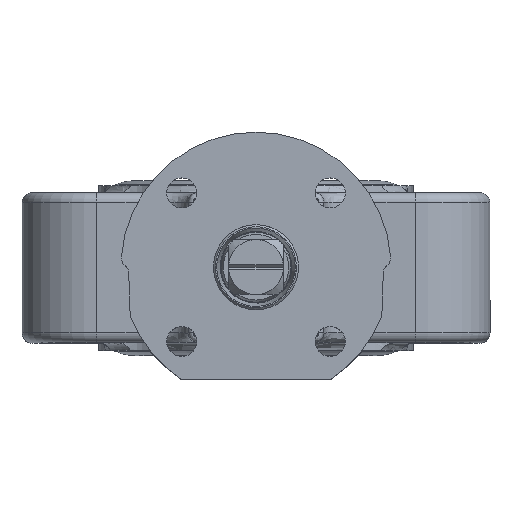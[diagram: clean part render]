
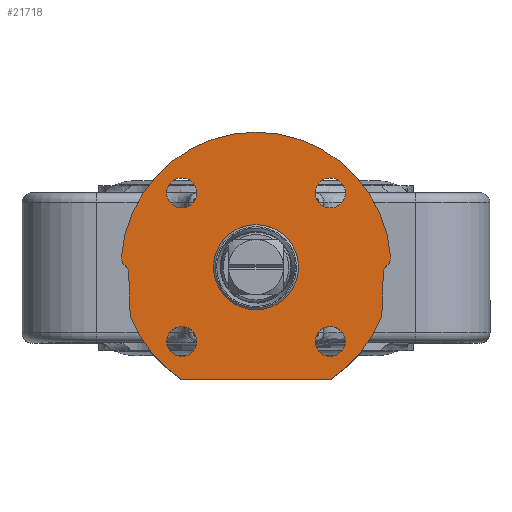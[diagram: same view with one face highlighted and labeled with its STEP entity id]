
A CAD part, top view. The second image highlights one B-rep face of the part: STEP entity #21718.
In plain terms, the highlighted planar face has unit normal (0, 0, 1).
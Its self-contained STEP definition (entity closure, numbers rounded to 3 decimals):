
#6848=CARTESIAN_POINT('',(21.253,29.82,126.466));
#6849=VERTEX_POINT('',#6848);
#6850=CARTESIAN_POINT('',(11.02,17.122,126.466));
#6851=VERTEX_POINT('',#6850);
#6852=CARTESIAN_POINT('',(-3.905,39.622,126.466));
#6853=DIRECTION('',(0.0,0.0,-1.0));
#6854=DIRECTION('',(0.553,-0.833,0.0));
#6855=AXIS2_PLACEMENT_3D('',#6852,#6853,#6854);
#6856=CIRCLE('',#6855,27.);
#6857=EDGE_CURVE('',#6849,#6851,#6856,.T.);
#6890=CARTESIAN_POINT('',(21.557,38.513,126.466));
#6891=VERTEX_POINT('',#6890);
#6892=CARTESIAN_POINT('',(21.557,38.513,126.466));
#6893=DIRECTION('',(-0.035,-0.999,0.0));
#6894=VECTOR('',#6893,8.698);
#6895=LINE('',#6892,#6894);
#6896=EDGE_CURVE('',#6891,#6849,#6895,.T.);
#6934=CARTESIAN_POINT('',(22.289,39.991,126.466));
#6935=VERTEX_POINT('',#6934);
#6936=CARTESIAN_POINT('',(22.289,39.991,126.466));
#6937=CARTESIAN_POINT('',(21.85,39.632,126.466));
#6938=CARTESIAN_POINT('',(21.576,39.079,126.466));
#6939=CARTESIAN_POINT('',(21.557,38.513,126.466));
#6940=B_SPLINE_CURVE_WITH_KNOTS('',3,(#6936,#6937,#6938,#6939),.UNSPECIFIED.,.F.,.U.,(4,4),(-0.17,0.0),.UNSPECIFIED.);
#6941=EDGE_CURVE('',#6935,#6891,#6940,.T.);
#19147=CARTESIAN_POINT('',(-18.83,17.122,126.466));
#19148=VERTEX_POINT('',#19147);
#19149=CARTESIAN_POINT('',(11.02,17.122,126.466));
#19150=DIRECTION('',(-1.0,0.0,0.0));
#19151=VECTOR('',#19150,29.85);
#19152=LINE('',#19149,#19151);
#19153=EDGE_CURVE('',#6851,#19148,#19152,.T.);
#19191=CARTESIAN_POINT('',(-29.062,29.82,126.466));
#19192=VERTEX_POINT('',#19191);
#19193=CARTESIAN_POINT('',(-3.905,39.622,126.466));
#19194=DIRECTION('',(0.0,0.0,-1.0));
#19195=DIRECTION('',(-0.932,-0.363,0.0));
#19196=AXIS2_PLACEMENT_3D('',#19193,#19194,#19195);
#19197=CIRCLE('',#19196,27.0);
#19198=EDGE_CURVE('',#19148,#19192,#19197,.T.);
#21506=CARTESIAN_POINT('',(23.016,41.692,126.466));
#21507=VERTEX_POINT('',#21506);
#21508=CARTESIAN_POINT('',(23.016,41.692,126.466));
#21509=CARTESIAN_POINT('',(23.065,41.053,126.466));
#21510=CARTESIAN_POINT('',(22.785,40.397,126.466));
#21511=CARTESIAN_POINT('',(22.289,39.991,126.466));
#21512=B_SPLINE_CURVE_WITH_KNOTS('',3,(#21508,#21509,#21510,#21511),.UNSPECIFIED.,.F.,.U.,(4,4),(-0.193,0.),.UNSPECIFIED.);
#21513=EDGE_CURVE('',#21507,#6935,#21512,.T.);
#21532=CARTESIAN_POINT('',(-30.825,41.692,126.466));
#21533=VERTEX_POINT('',#21532);
#21534=CARTESIAN_POINT('',(-3.905,39.622,126.466));
#21535=DIRECTION('',(0.0,0.0,-1.0));
#21536=DIRECTION('',(1.0,0.0,0.0));
#21537=AXIS2_PLACEMENT_3D('',#21534,#21535,#21536);
#21538=CIRCLE('',#21537,27.0);
#21539=EDGE_CURVE('',#21533,#21507,#21538,.T.);
#21570=CARTESIAN_POINT('',(-30.098,39.991,126.466));
#21571=VERTEX_POINT('',#21570);
#21572=CARTESIAN_POINT('',(-30.098,39.991,126.466));
#21573=CARTESIAN_POINT('',(-30.594,40.397,126.466));
#21574=CARTESIAN_POINT('',(-30.874,41.053,126.466));
#21575=CARTESIAN_POINT('',(-30.825,41.692,126.466));
#21576=B_SPLINE_CURVE_WITH_KNOTS('',3,(#21572,#21573,#21574,#21575),.UNSPECIFIED.,.F.,.U.,(4,4),(-0.193,0.0),.UNSPECIFIED.);
#21577=EDGE_CURVE('',#21571,#21533,#21576,.T.);
#21608=CARTESIAN_POINT('',(-29.366,38.513,126.466));
#21609=VERTEX_POINT('',#21608);
#21610=CARTESIAN_POINT('',(-29.366,38.513,126.466));
#21611=CARTESIAN_POINT('',(-29.386,39.079,126.466));
#21612=CARTESIAN_POINT('',(-29.66,39.632,126.466));
#21613=CARTESIAN_POINT('',(-30.098,39.991,126.466));
#21614=B_SPLINE_CURVE_WITH_KNOTS('',3,(#21610,#21611,#21612,#21613),.UNSPECIFIED.,.F.,.U.,(4,4),(-0.17,0.0),.UNSPECIFIED.);
#21615=EDGE_CURVE('',#21609,#21571,#21614,.T.);
#21634=CARTESIAN_POINT('',(-29.062,29.82,126.466));
#21635=DIRECTION('',(-0.035,0.999,0.0));
#21636=VECTOR('',#21635,8.698);
#21637=LINE('',#21634,#21636);
#21638=EDGE_CURVE('',#19192,#21609,#21637,.T.);
#21646=CARTESIAN_POINT('',(-50.726,66.623,126.466));
#21647=DIRECTION('',(0.0,0.0,-1.0));
#21648=DIRECTION('',(-1.0,0.0,0.0));
#21649=AXIS2_PLACEMENT_3D('',#21646,#21647,#21648);
#21650=PLANE('',#21649);
#21651=ORIENTED_EDGE('',*,*,#6941,.F.);
#21652=ORIENTED_EDGE('',*,*,#21513,.F.);
#21653=ORIENTED_EDGE('',*,*,#21539,.F.);
#21654=ORIENTED_EDGE('',*,*,#21577,.F.);
#21655=ORIENTED_EDGE('',*,*,#21615,.F.);
#21656=ORIENTED_EDGE('',*,*,#21638,.F.);
#21657=ORIENTED_EDGE('',*,*,#19198,.F.);
#21658=ORIENTED_EDGE('',*,*,#19153,.F.);
#21659=ORIENTED_EDGE('',*,*,#6857,.F.);
#21660=ORIENTED_EDGE('',*,*,#6896,.F.);
#21661=EDGE_LOOP('',(#21651,#21652,#21653,#21654,#21655,#21656,#21657,#21658,#21659,#21660));
#21662=FACE_OUTER_BOUND('',#21661,.T.);
#21663=CARTESIAN_POINT('',(-21.754,24.773,126.466));
#21664=VERTEX_POINT('',#21663);
#21665=CARTESIAN_POINT('',(-18.754,24.773,126.466));
#21666=DIRECTION('',(0.0,0.0,-1.0));
#21667=DIRECTION('',(-1.0,0.0,0.0));
#21668=AXIS2_PLACEMENT_3D('',#21665,#21666,#21667);
#21669=CIRCLE('',#21668,3.0);
#21670=EDGE_CURVE('',#21664,#21664,#21669,.T.);
#21671=ORIENTED_EDGE('',*,*,#21670,.T.);
#21672=EDGE_LOOP('',(#21671));
#21673=FACE_BOUND('',#21672,.T.);
#21674=CARTESIAN_POINT('',(-18.754,57.472,126.466));
#21675=VERTEX_POINT('',#21674);
#21676=CARTESIAN_POINT('',(-18.754,54.472,126.466));
#21677=DIRECTION('',(0.0,0.0,-1.0));
#21678=DIRECTION('',(0.0,1.0,0.0));
#21679=AXIS2_PLACEMENT_3D('',#21676,#21677,#21678);
#21680=CIRCLE('',#21679,3.0);
#21681=EDGE_CURVE('',#21675,#21675,#21680,.T.);
#21682=ORIENTED_EDGE('',*,*,#21681,.T.);
#21683=EDGE_LOOP('',(#21682));
#21684=FACE_BOUND('',#21683,.T.);
#21685=CARTESIAN_POINT('',(10.944,21.773,126.466));
#21686=VERTEX_POINT('',#21685);
#21687=CARTESIAN_POINT('',(10.944,24.773,126.466));
#21688=DIRECTION('',(0.0,0.0,-1.0));
#21689=DIRECTION('',(0.0,-1.0,0.0));
#21690=AXIS2_PLACEMENT_3D('',#21687,#21688,#21689);
#21691=CIRCLE('',#21690,3.0);
#21692=EDGE_CURVE('',#21686,#21686,#21691,.T.);
#21693=ORIENTED_EDGE('',*,*,#21692,.T.);
#21694=EDGE_LOOP('',(#21693));
#21695=FACE_BOUND('',#21694,.T.);
#21696=CARTESIAN_POINT('',(13.944,54.472,126.466));
#21697=VERTEX_POINT('',#21696);
#21698=CARTESIAN_POINT('',(10.944,54.472,126.466));
#21699=DIRECTION('',(0.0,0.0,-1.0));
#21700=DIRECTION('',(1.0,0.0,0.0));
#21701=AXIS2_PLACEMENT_3D('',#21698,#21699,#21700);
#21702=CIRCLE('',#21701,3.0);
#21703=EDGE_CURVE('',#21697,#21697,#21702,.T.);
#21704=ORIENTED_EDGE('',*,*,#21703,.T.);
#21705=EDGE_LOOP('',(#21704));
#21706=FACE_BOUND('',#21705,.T.);
#21707=CARTESIAN_POINT('',(4.595,39.622,126.466));
#21708=VERTEX_POINT('',#21707);
#21709=CARTESIAN_POINT('',(-3.905,39.622,126.466));
#21710=DIRECTION('',(0.0,0.0,-1.0));
#21711=DIRECTION('',(1.0,0.0,0.0));
#21712=AXIS2_PLACEMENT_3D('',#21709,#21710,#21711);
#21713=CIRCLE('',#21712,8.5);
#21714=EDGE_CURVE('',#21708,#21708,#21713,.T.);
#21715=ORIENTED_EDGE('',*,*,#21714,.T.);
#21716=EDGE_LOOP('',(#21715));
#21717=FACE_BOUND('',#21716,.T.);
#21718=ADVANCED_FACE('',(#21662,#21673,#21684,#21695,#21706,#21717),#21650,.F.);
